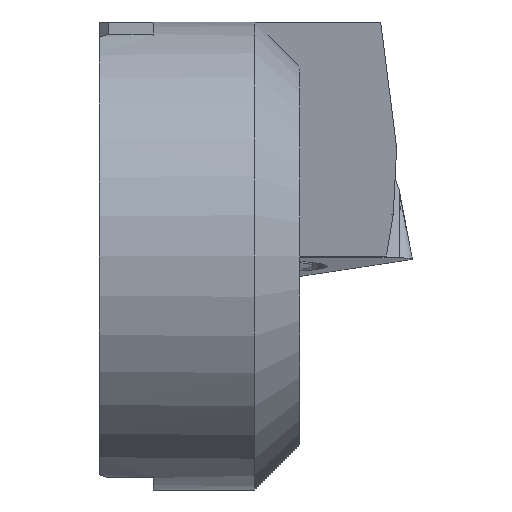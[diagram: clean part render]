
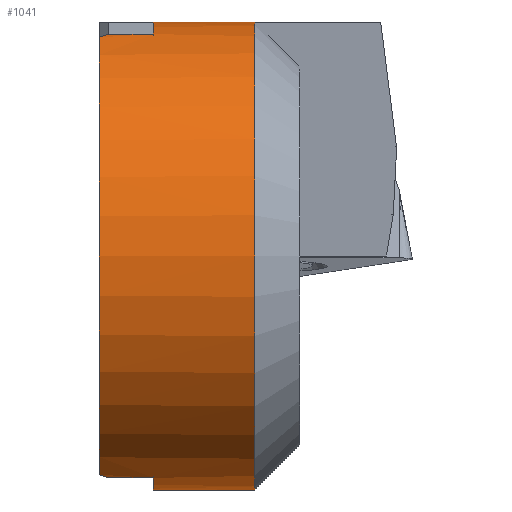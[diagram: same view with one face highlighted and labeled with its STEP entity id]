
A CAD part, left-side view. The second image highlights one B-rep face of the part: STEP entity #1041.
In plain terms, the highlighted cylindrical face has radius 5.2 mm (diameter 10.4 mm), a partial arc.
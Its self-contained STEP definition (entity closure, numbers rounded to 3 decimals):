
#499=EDGE_CURVE('',#1285,#1331,#1423,.T.);
#539=VERTEX_POINT('NONE',#1467);
#581=EDGE_CURVE('NONE',#899,#1125,#1511,.T.);
#585=EDGE_CURVE('NONE',#663,#899,#1515,.T.);
#587=EDGE_CURVE('NONE',#1267,#1285,#1517,.T.);
#663=VERTEX_POINT('NONE',#1600);
#757=EDGE_CURVE('NONE',#1311,#1267,#1706,.T.);
#777=VERTEX_POINT('NONE',#1728);
#899=VERTEX_POINT('NONE',#1862);
#909=EDGE_CURVE('NONE',#1331,#777,#1873,.T.);
#923=EDGE_CURVE('NONE',#777,#663,#1891,.T.);
#1041=ADVANCED_FACE('NONE',(#2025),#2026,.T.);
#1077=EDGE_CURVE('NONE',#539,#1139,#2064,.T.);
#1109=EDGE_CURVE('NONE',#1139,#1311,#2101,.T.);
#1125=VERTEX_POINT('NONE',#2119);
#1139=VERTEX_POINT('NONE',#2134);
#1211=EDGE_CURVE('NONE',#1125,#539,#2212,.T.);
#1267=VERTEX_POINT('NONE',#2281);
#1285=VERTEX_POINT('',#2299);
#1311=VERTEX_POINT('NONE',#2325);
#1331=VERTEX_POINT('',#2347);
#1423=LINE('',#2440,#2441);
#1467=CARTESIAN_POINT('',(-1.85,0.0,4.86));
#1511=LINE('',#2554,#2555);
#1515=CIRCLE('',#2560,5.2);
#1517=CIRCLE('',#2563,5.2);
#1600=CARTESIAN_POINT('',(0.0,-1.2,5.2));
#1706=LINE('',#2813,#2814);
#1728=CARTESIAN_POINT('',(0.0,-3.45,5.2));
#1862=CARTESIAN_POINT('',(-1.65,-1.2,4.931));
#1873=CIRCLE('',#3057,5.2);
#1891=LINE('',#3076,#3077);
#2025=FACE_OUTER_BOUND('',#3254,.T.);
#2026=CYLINDRICAL_SURFACE('',#3255,5.2);
#2064=CIRCLE('',#3309,5.2);
#2101=(B_SPLINE_CURVE(3,(#3363,#3364,#3365,#3366),.UNSPECIFIED.,.F.,.F.)B_SPLINE_CURVE_WITH_KNOTS((4,4),(1.207,1.248),.UNSPECIFIED.)RATIONAL_B_SPLINE_CURVE((1.0,1.,1.,1.0))BOUNDED_CURVE()REPRESENTATION_ITEM('')GEOMETRIC_REPRESENTATION_ITEM()CURVE());
#2119=CARTESIAN_POINT('',(-1.65,-0.2,4.931));
#2134=CARTESIAN_POINT('',(-1.85,0.0,-4.86));
#2212=(B_SPLINE_CURVE(3,(#3532,#3533,#3534,#3535),.UNSPECIFIED.,.F.,.F.)B_SPLINE_CURVE_WITH_KNOTS((4,4),(5.035,5.076),.UNSPECIFIED.)RATIONAL_B_SPLINE_CURVE((1.0,1.,1.,1.0))BOUNDED_CURVE()REPRESENTATION_ITEM('')GEOMETRIC_REPRESENTATION_ITEM()CURVE());
#2281=CARTESIAN_POINT('',(-1.65,-1.2,-4.931));
#2299=CARTESIAN_POINT('',(0.,-1.2,-5.2));
#2325=CARTESIAN_POINT('',(-1.65,-0.2,-4.931));
#2347=CARTESIAN_POINT('',(0.,-3.45,-5.2));
#2440=CARTESIAN_POINT('',(0.,-1.725,-5.2));
#2441=VECTOR('',#3829,1.0);
#2554=CARTESIAN_POINT('',(-1.65,-4.45,4.931));
#2555=VECTOR('',#3919,1000.0);
#2560=AXIS2_PLACEMENT_3D('',#3920,#3921,#3922);
#2563=AXIS2_PLACEMENT_3D('',#3923,#3924,#3925);
#2813=CARTESIAN_POINT('',(-1.65,-4.45,-4.931));
#2814=VECTOR('',#4152,1000.0);
#3057=AXIS2_PLACEMENT_3D('',#4352,#4353,#4354);
#3076=CARTESIAN_POINT('',(0.0,-4.45,5.2));
#3077=VECTOR('',#4385,1000.0);
#3254=EDGE_LOOP('',(#4563,#4564,#4565,#4566,#4567,#4568,#4569,#4570,#4571,#4572));
#3255=AXIS2_PLACEMENT_3D('',#4573,#4574,#4575);
#3309=AXIS2_PLACEMENT_3D('',#4607,#4608,#4609);
#3363=CARTESIAN_POINT('',(-1.85,0.0,-4.86));
#3364=CARTESIAN_POINT('',(-1.784,-0.066,-4.885));
#3365=CARTESIAN_POINT('',(-1.717,-0.133,-4.909));
#3366=CARTESIAN_POINT('',(-1.65,-0.2,-4.931));
#3532=CARTESIAN_POINT('',(-1.65,-0.2,4.931));
#3533=CARTESIAN_POINT('',(-1.717,-0.133,4.909));
#3534=CARTESIAN_POINT('',(-1.784,-0.066,4.885));
#3535=CARTESIAN_POINT('',(-1.85,0.0,4.86));
#3829=DIRECTION('',(0.0,-1.0,0.0));
#3919=DIRECTION('',(-0.0,1.0,0.0));
#3920=CARTESIAN_POINT('',(0.0,-1.2,0.0));
#3921=DIRECTION('',(0.0,-1.0,0.0));
#3922=DIRECTION('',(0.0,0.0,-1.0));
#3923=CARTESIAN_POINT('',(0.0,-1.2,0.0));
#3924=DIRECTION('',(0.0,-1.0,0.0));
#3925=DIRECTION('',(0.0,0.0,-1.0));
#4152=DIRECTION('',(0.0,-1.0,0.0));
#4352=CARTESIAN_POINT('',(0.0,-3.45,0.0));
#4353=DIRECTION('',(0.0,1.0,0.0));
#4354=DIRECTION('',(0.0,0.0,-1.0));
#4385=DIRECTION('',(0.0,1.0,0.0));
#4563=ORIENTED_EDGE('',*,*,#499,.T.);
#4564=ORIENTED_EDGE('',*,*,#909,.T.);
#4565=ORIENTED_EDGE('',*,*,#923,.T.);
#4566=ORIENTED_EDGE('',*,*,#585,.T.);
#4567=ORIENTED_EDGE('',*,*,#581,.T.);
#4568=ORIENTED_EDGE('',*,*,#1211,.T.);
#4569=ORIENTED_EDGE('',*,*,#1077,.T.);
#4570=ORIENTED_EDGE('',*,*,#1109,.T.);
#4571=ORIENTED_EDGE('',*,*,#757,.T.);
#4572=ORIENTED_EDGE('',*,*,#587,.T.);
#4573=CARTESIAN_POINT('',(0.0,-4.45,0.0));
#4574=DIRECTION('',(-0.0,1.0,-0.0));
#4575=DIRECTION('',(0.0,0.0,1.0));
#4607=CARTESIAN_POINT('',(0.0,0.0,0.0));
#4608=DIRECTION('',(0.0,-1.0,0.0));
#4609=DIRECTION('',(0.0,0.0,-1.0));
